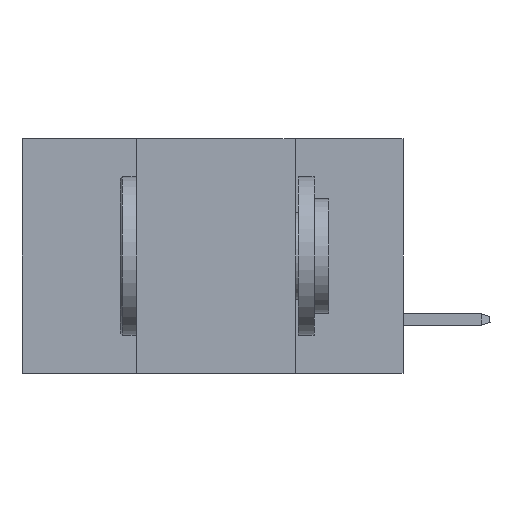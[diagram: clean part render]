
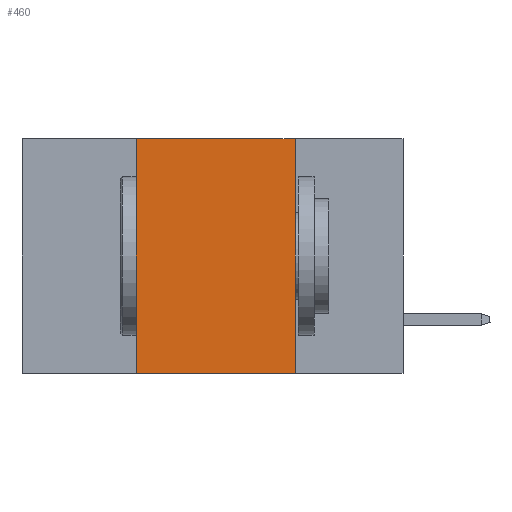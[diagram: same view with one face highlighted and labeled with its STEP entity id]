
A CAD part, left-side view. The second image highlights one B-rep face of the part: STEP entity #460.
In plain terms, the highlighted planar face has unit normal (-1, 0, 0).
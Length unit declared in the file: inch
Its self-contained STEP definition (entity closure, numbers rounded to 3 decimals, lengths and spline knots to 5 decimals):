
#460 = ADVANCED_FACE ( 'NONE', ( #3826 ), #970, .F. ) ;
#970 = PLANE ( 'NONE',  #2686 ) ;
#1194 = LINE ( 'NONE', #17351, #14922 ) ;
#1509 = EDGE_CURVE ( 'NONE', #17535, #20675, #1194, .T. ) ;
#2052 = EDGE_CURVE ( 'NONE', #20675, #14698, #14900, .T. ) ;
#2541 = CARTESIAN_POINT ( 'NONE',  ( 0., 0.6, 0. ) ) ;
#2618 = VECTOR ( 'NONE', #3603, 39.37008 ) ;
#2686 = AXIS2_PLACEMENT_3D ( 'NONE', #2541, #7067, #6961 ) ;
#3603 = DIRECTION ( 'NONE',  ( 0., 0., 1. ) ) ;
#3826 = FACE_OUTER_BOUND ( 'NONE', #17523, .T. ) ;
#4074 = CARTESIAN_POINT ( 'NONE',  ( 0., 0.17, -0.37 ) ) ;
#6835 = DIRECTION ( 'NONE',  ( 0., 0., -1. ) ) ;
#6961 = DIRECTION ( 'NONE',  ( 0., 0., -1. ) ) ;
#7026 = CARTESIAN_POINT ( 'NONE',  ( 0., 0.42, 0. ) ) ;
#7067 = DIRECTION ( 'NONE',  ( 1., 0., 0. ) ) ;
#7762 = EDGE_CURVE ( 'NONE', #19848, #17535, #14702, .T. ) ;
#8296 = CARTESIAN_POINT ( 'NONE',  ( 0., 0.17, 0. ) ) ;
#8527 = CARTESIAN_POINT ( 'NONE',  ( 0., 0.17, 0. ) ) ;
#9892 = VECTOR ( 'NONE', #16794, 39.37008 ) ;
#10016 = CARTESIAN_POINT ( 'NONE',  ( 0., 0.6, -0.37 ) ) ;
#12052 = ORIENTED_EDGE ( 'NONE', *, *, #1509, .F. ) ;
#12729 = DIRECTION ( 'NONE',  ( 0., -1., 0. ) ) ;
#13230 = VECTOR ( 'NONE', #6835, 39.37008 ) ;
#14698 = VERTEX_POINT ( 'NONE', #4074 ) ;
#14702 = LINE ( 'NONE', #19546, #2618 ) ;
#14900 = LINE ( 'NONE', #8296, #13230 ) ;
#14922 = VECTOR ( 'NONE', #12729, 39.37008 ) ;
#15664 = CARTESIAN_POINT ( 'NONE',  ( 0., 0.42, -0.37 ) ) ;
#16794 = DIRECTION ( 'NONE',  ( 0., -1., 0. ) ) ;
#17008 = EDGE_CURVE ( 'NONE', #19848, #14698, #19570, .T. ) ;
#17351 = CARTESIAN_POINT ( 'NONE',  ( 0., 0.6, 0. ) ) ;
#17523 = EDGE_LOOP ( 'NONE', ( #20572, #12052, #19114, #18998 ) ) ;
#17535 = VERTEX_POINT ( 'NONE', #7026 ) ;
#18998 = ORIENTED_EDGE ( 'NONE', *, *, #17008, .T. ) ;
#19114 = ORIENTED_EDGE ( 'NONE', *, *, #7762, .F. ) ;
#19546 = CARTESIAN_POINT ( 'NONE',  ( 0., 0.42, 0. ) ) ;
#19570 = LINE ( 'NONE', #10016, #9892 ) ;
#19848 = VERTEX_POINT ( 'NONE', #15664 ) ;
#20572 = ORIENTED_EDGE ( 'NONE', *, *, #2052, .F. ) ;
#20675 = VERTEX_POINT ( 'NONE', #8527 ) ;
